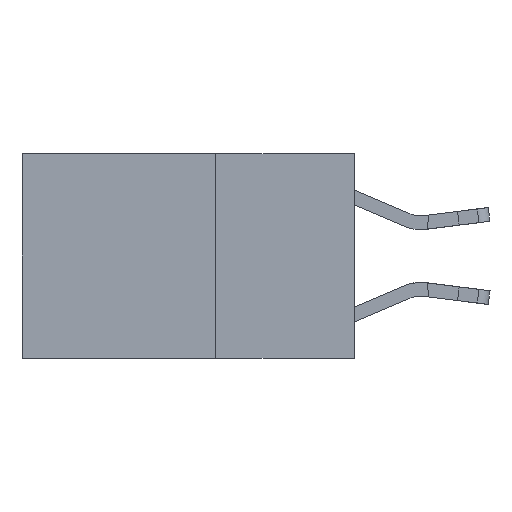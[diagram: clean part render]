
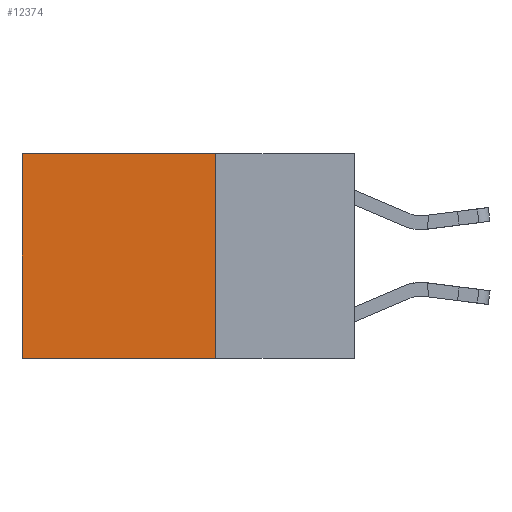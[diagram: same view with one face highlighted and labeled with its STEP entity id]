
A CAD part, left-side view. The second image highlights one B-rep face of the part: STEP entity #12374.
In plain terms, the highlighted planar face has unit normal (-1, 0, 0).
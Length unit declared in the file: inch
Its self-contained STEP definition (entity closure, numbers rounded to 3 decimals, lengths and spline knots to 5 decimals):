
#172 = VECTOR ( 'NONE', #3424, 39.37008 ) ;
#373 = ORIENTED_EDGE ( 'NONE', *, *, #25353, .F. ) ;
#885 = CARTESIAN_POINT ( 'NONE',  ( 0.2625, 0.6, -0.37 ) ) ;
#1602 = AXIS2_PLACEMENT_3D ( 'NONE', #24508, #10147, #14336 ) ;
#1648 = CARTESIAN_POINT ( 'NONE',  ( 0.2625, 0.25, -0.37 ) ) ;
#3099 = DIRECTION ( 'NONE',  ( 0., 0., -1. ) ) ;
#3172 = CARTESIAN_POINT ( 'NONE',  ( 0.2625, 0.6, 0. ) ) ;
#3424 = DIRECTION ( 'NONE',  ( 0., 0., -1. ) ) ;
#4094 = CARTESIAN_POINT ( 'NONE',  ( 0.2625, 0.25, 0. ) ) ;
#5853 = VERTEX_POINT ( 'NONE', #15496 ) ;
#8516 = FACE_OUTER_BOUND ( 'NONE', #24609, .T. ) ;
#9187 = CARTESIAN_POINT ( 'NONE',  ( 0.2625, 0.25, 0. ) ) ;
#10147 = DIRECTION ( 'NONE',  ( 1., 0., 0. ) ) ;
#10314 = VERTEX_POINT ( 'NONE', #885 ) ;
#10744 = CARTESIAN_POINT ( 'NONE',  ( 0.2625, 0.25, -0.37 ) ) ;
#11386 = ORIENTED_EDGE ( 'NONE', *, *, #18418, .T. ) ;
#12309 = DIRECTION ( 'NONE',  ( 0., 1., 0. ) ) ;
#12374 = ADVANCED_FACE ( 'NONE', ( #8516 ), #22536, .F. ) ;
#12989 = VERTEX_POINT ( 'NONE', #10744 ) ;
#13143 = LINE ( 'NONE', #9187, #24006 ) ;
#13663 = ORIENTED_EDGE ( 'NONE', *, *, #13906, .F. ) ;
#13906 = EDGE_CURVE ( 'NONE', #12989, #10314, #13940, .T. ) ;
#13940 = LINE ( 'NONE', #1648, #17357 ) ;
#14336 = DIRECTION ( 'NONE',  ( 0., 0., -1. ) ) ;
#15361 = VECTOR ( 'NONE', #12309, 39.37008 ) ;
#15496 = CARTESIAN_POINT ( 'NONE',  ( 0.2625, 0.25, 0. ) ) ;
#15708 = LINE ( 'NONE', #15982, #172 ) ;
#15982 = CARTESIAN_POINT ( 'NONE',  ( 0.2625, 0.6, 0. ) ) ;
#16001 = LINE ( 'NONE', #4094, #15361 ) ;
#16293 = EDGE_CURVE ( 'NONE', #5853, #26099, #16001, .T. ) ;
#17357 = VECTOR ( 'NONE', #17781, 39.37008 ) ;
#17781 = DIRECTION ( 'NONE',  ( 0., 1., 0. ) ) ;
#18418 = EDGE_CURVE ( 'NONE', #26099, #10314, #15708, .T. ) ;
#20832 = ORIENTED_EDGE ( 'NONE', *, *, #16293, .T. ) ;
#22536 = PLANE ( 'NONE',  #1602 ) ;
#24006 = VECTOR ( 'NONE', #3099, 39.37008 ) ;
#24508 = CARTESIAN_POINT ( 'NONE',  ( 0.2625, 0.25, 0. ) ) ;
#24609 = EDGE_LOOP ( 'NONE', ( #11386, #13663, #373, #20832 ) ) ;
#25353 = EDGE_CURVE ( 'NONE', #5853, #12989, #13143, .T. ) ;
#26099 = VERTEX_POINT ( 'NONE', #3172 ) ;
